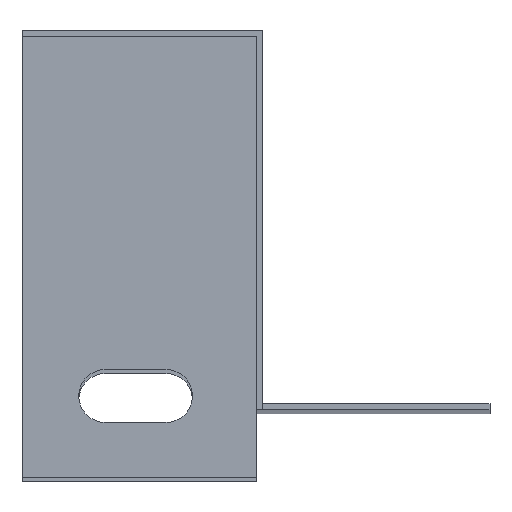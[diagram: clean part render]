
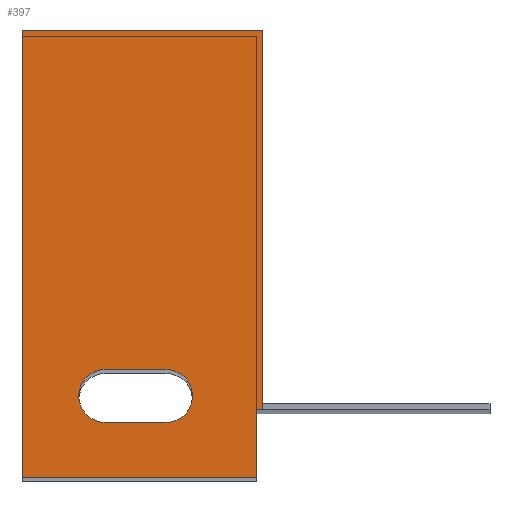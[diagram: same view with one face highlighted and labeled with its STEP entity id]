
A CAD part, top view. The second image highlights one B-rep face of the part: STEP entity #397.
In plain terms, the highlighted planar face has unit normal (0, 0, 1).
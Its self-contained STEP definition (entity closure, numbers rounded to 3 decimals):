
#1 = CARTESIAN_POINT ( 'NONE',  ( 1493.5, 0.8, 299.8 ) ) ;
#35 = CIRCLE ( 'NONE', #271, 3.5 ) ;
#38 = DIRECTION ( 'NONE',  ( 0., 1., 0. ) ) ;
#50 = DIRECTION ( 'NONE',  ( 0., -1., 0. ) ) ;
#67 = LINE ( 'NONE', #490, #797 ) ;
#94 = CARTESIAN_POINT ( 'NONE',  ( 1494.3, -49.3, 299.8 ) ) ;
#110 = VECTOR ( 'NONE', #173, 1000. ) ;
#129 = DIRECTION ( 'NONE',  ( 0., 0., 1. ) ) ;
#133 = CARTESIAN_POINT ( 'NONE',  ( 1481.5, -51., 299.8 ) ) ;
#145 = CARTESIAN_POINT ( 'NONE',  ( 1462.5, 0.8, 299.8 ) ) ;
#160 = ORIENTED_EDGE ( 'NONE', *, *, #482, .T. ) ;
#173 = DIRECTION ( 'NONE',  ( 0., 1., 0. ) ) ;
#177 = VERTEX_POINT ( 'NONE', #864 ) ;
#178 = DIRECTION ( 'NONE',  ( 1., 0., 0. ) ) ;
#181 = EDGE_LOOP ( 'NONE', ( #416, #670, #192, #741 ) ) ;
#183 = DIRECTION ( 'NONE',  ( 0., 0., 1. ) ) ;
#191 = ORIENTED_EDGE ( 'NONE', *, *, #347, .F. ) ;
#192 = ORIENTED_EDGE ( 'NONE', *, *, #491, .F. ) ;
#207 = VERTEX_POINT ( 'NONE', #757 ) ;
#218 = CARTESIAN_POINT ( 'NONE',  ( 1493.5, -49.3, 299.8 ) ) ;
#220 = EDGE_LOOP ( 'NONE', ( #807, #191, #731, #765, #586, #160, #422 ) ) ;
#259 = CARTESIAN_POINT ( 'NONE',  ( 1494.3, -1.5, 299.8 ) ) ;
#262 = VECTOR ( 'NONE', #323, 1000. ) ;
#265 = AXIS2_PLACEMENT_3D ( 'NONE', #632, #183, #695 ) ;
#271 = AXIS2_PLACEMENT_3D ( 'NONE', #327, #808, #410 ) ;
#297 = LINE ( 'NONE', #752, #388 ) ;
#315 = AXIS2_PLACEMENT_3D ( 'NONE', #711, #129, #828 ) ;
#316 = CARTESIAN_POINT ( 'NONE',  ( 1493.5, -58.3, 299.8 ) ) ;
#320 = VERTEX_POINT ( 'NONE', #579 ) ;
#321 = CARTESIAN_POINT ( 'NONE',  ( 1492.5, -58.3, 299.8 ) ) ;
#323 = DIRECTION ( 'NONE',  ( 0., 1., 0. ) ) ;
#327 = CARTESIAN_POINT ( 'NONE',  ( 1473.5, -47.5, 299.8 ) ) ;
#336 = LINE ( 'NONE', #568, #110 ) ;
#338 = VERTEX_POINT ( 'NONE', #868 ) ;
#347 = EDGE_CURVE ( 'NONE', #761, #618, #411, .T. ) ;
#352 = DIRECTION ( 'NONE',  ( -1., 0., 0. ) ) ;
#357 = FACE_BOUND ( 'NONE', #181, .T. ) ;
#361 = VECTOR ( 'NONE', #50, 1000. ) ;
#371 = EDGE_CURVE ( 'NONE', #761, #806, #444, .T. ) ;
#388 = VECTOR ( 'NONE', #571, 1000. ) ;
#397 = ADVANCED_FACE ( 'NONE', ( #710, #357 ), #776, .T. ) ;
#400 = DIRECTION ( 'NONE',  ( -1., 0., 0. ) ) ;
#410 = DIRECTION ( 'NONE',  ( 1., 0., 0. ) ) ;
#411 = LINE ( 'NONE', #259, #361 ) ;
#416 = ORIENTED_EDGE ( 'NONE', *, *, #487, .F. ) ;
#422 = ORIENTED_EDGE ( 'NONE', *, *, #485, .T. ) ;
#436 = VECTOR ( 'NONE', #352, 1000. ) ;
#440 = CARTESIAN_POINT ( 'NONE',  ( 1494.3, -48.5, 299.8 ) ) ;
#444 = LINE ( 'NONE', #1, #436 ) ;
#451 = CARTESIAN_POINT ( 'NONE',  ( 1494.3, 0.8, 299.8 ) ) ;
#470 = LINE ( 'NONE', #316, #262 ) ;
#474 = EDGE_CURVE ( 'NONE', #847, #177, #580, .T. ) ;
#475 = EDGE_CURVE ( 'NONE', #481, #618, #663, .T. ) ;
#478 = EDGE_CURVE ( 'NONE', #177, #806, #336, .T. ) ;
#481 = VERTEX_POINT ( 'NONE', #94 ) ;
#482 = EDGE_CURVE ( 'NONE', #847, #787, #470, .T. ) ;
#485 = EDGE_CURVE ( 'NONE', #787, #481, #817, .T. ) ;
#487 = EDGE_CURVE ( 'NONE', #207, #338, #35, .T. ) ;
#488 = EDGE_CURVE ( 'NONE', #320, #207, #297, .T. ) ;
#490 = CARTESIAN_POINT ( 'NONE',  ( 1473.5, -51., 299.8 ) ) ;
#491 = EDGE_CURVE ( 'NONE', #661, #320, #671, .T. ) ;
#494 = EDGE_CURVE ( 'NONE', #338, #661, #67, .T. ) ;
#503 = VECTOR ( 'NONE', #178, 1000. ) ;
#568 = CARTESIAN_POINT ( 'NONE',  ( 1462.5, -1., 299.8 ) ) ;
#571 = DIRECTION ( 'NONE',  ( -1., 0., 0. ) ) ;
#574 = DIRECTION ( 'NONE',  ( 1., 0., 0. ) ) ;
#579 = CARTESIAN_POINT ( 'NONE',  ( 1481.5, -44., 299.8 ) ) ;
#580 = LINE ( 'NONE', #321, #865 ) ;
#586 = ORIENTED_EDGE ( 'NONE', *, *, #474, .F. ) ;
#618 = VERTEX_POINT ( 'NONE', #440 ) ;
#629 = CARTESIAN_POINT ( 'NONE',  ( 1494.3, -49.3, 299.8 ) ) ;
#632 = CARTESIAN_POINT ( 'NONE',  ( 1481.5, -47.5, 299.8 ) ) ;
#661 = VERTEX_POINT ( 'NONE', #133 ) ;
#663 = LINE ( 'NONE', #854, #838 ) ;
#670 = ORIENTED_EDGE ( 'NONE', *, *, #488, .F. ) ;
#671 = CIRCLE ( 'NONE', #265, 3.5 ) ;
#695 = DIRECTION ( 'NONE',  ( 1., 0., 0. ) ) ;
#710 = FACE_OUTER_BOUND ( 'NONE', #220, .T. ) ;
#711 = CARTESIAN_POINT ( 'NONE',  ( 1492.5, -1., 299.8 ) ) ;
#731 = ORIENTED_EDGE ( 'NONE', *, *, #371, .T. ) ;
#741 = ORIENTED_EDGE ( 'NONE', *, *, #494, .F. ) ;
#752 = CARTESIAN_POINT ( 'NONE',  ( 1481.5, -44., 299.8 ) ) ;
#757 = CARTESIAN_POINT ( 'NONE',  ( 1473.5, -44., 299.8 ) ) ;
#761 = VERTEX_POINT ( 'NONE', #451 ) ;
#765 = ORIENTED_EDGE ( 'NONE', *, *, #478, .F. ) ;
#776 = PLANE ( 'NONE',  #315 ) ;
#786 = CARTESIAN_POINT ( 'NONE',  ( 1493.5, -58.3, 299.8 ) ) ;
#787 = VERTEX_POINT ( 'NONE', #218 ) ;
#797 = VECTOR ( 'NONE', #574, 1000. ) ;
#806 = VERTEX_POINT ( 'NONE', #145 ) ;
#807 = ORIENTED_EDGE ( 'NONE', *, *, #475, .T. ) ;
#808 = DIRECTION ( 'NONE',  ( 0., 0., 1. ) ) ;
#817 = LINE ( 'NONE', #629, #503 ) ;
#828 = DIRECTION ( 'NONE',  ( 0., -1., 0. ) ) ;
#838 = VECTOR ( 'NONE', #38, 1000. ) ;
#847 = VERTEX_POINT ( 'NONE', #786 ) ;
#854 = CARTESIAN_POINT ( 'NONE',  ( 1494.3, -49.3, 299.8 ) ) ;
#864 = CARTESIAN_POINT ( 'NONE',  ( 1462.5, -58.3, 299.8 ) ) ;
#865 = VECTOR ( 'NONE', #400, 1000. ) ;
#868 = CARTESIAN_POINT ( 'NONE',  ( 1473.5, -51., 299.8 ) ) ;
